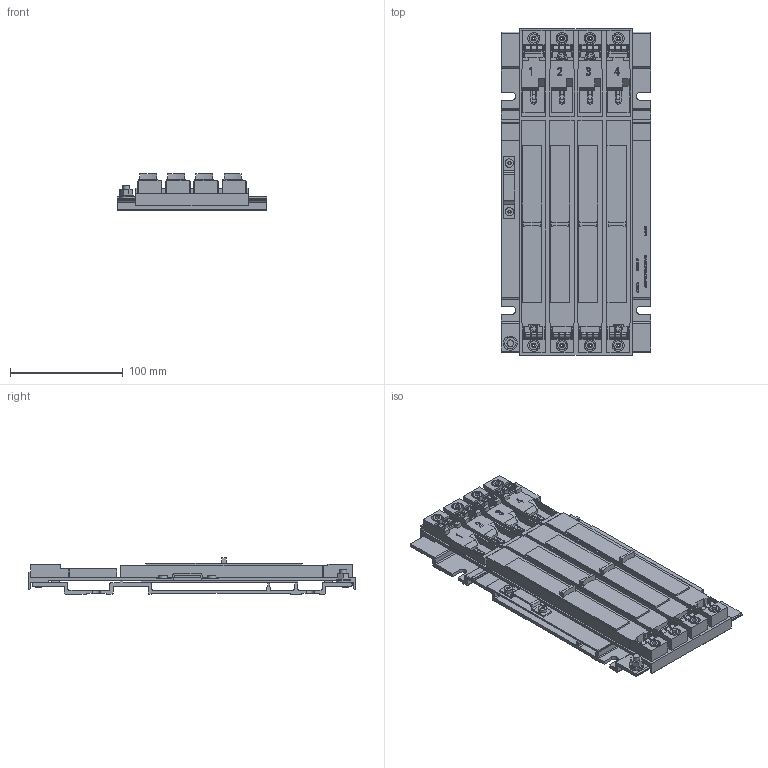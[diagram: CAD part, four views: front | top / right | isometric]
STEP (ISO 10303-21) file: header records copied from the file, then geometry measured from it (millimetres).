
FILE_DESCRIPTION(/* description */ (''),/* implementation_level */ '2;1');
FILE_NAME(/* name */ '6es74011da010aa0_001_3d.stp',/* time_stamp */ '2011-07-25T09:13:04+02:00',/* author */ ('I. Payrits'),/* organization */ ('Siemens AG'),/* preprocessor_version */ 'ST-DEVELOPER v11',/* originating_system */ 'SIEMENS UGS NX 6.0',/* authorisation */ '');
FILE_SCHEMA (('AUTOMOTIVE_DESIGN { 1 0 10303 214 1 1 1 1 }'));
Length unit declared in the file: millimetre
Products named in the file (3): A5E30449725A_001; A5E30449726A_001; A5E30449732A_001
Assembly tree (2 placements, depth 2):
  A5E30449732A_001
    A5E30449726A_001
    A5E30449725A_001
Bounding box: 132.5 x 290 x 32.4 mm (x, y, z)
Volume: 375618.8 mm3; surface area: 272411 mm2
Topology: 85 solids, 85 shells, 1559 faces, 4176 edges, 2801 vertices
Faces by surface type: plane 1140, cylinder 318, extrusion 101
Full cylindrical faces by diameter (mm): 2 x16, 2.7 x6, 3.6 x4, 4.13 x8, 5 x8, 5.05 x8, 5.3 x8, 5.5 x4, 6 x3, 6.4 x2, 7.5 x4, 8 x8, 12.5 x2
Entity records: 54237 total; most frequent: CARTESIAN_POINT 14957, ORIENTED_EDGE 8038, DIRECTION 7464, EDGE_CURVE 4019, VECTOR 3190, LINE 3089, VERTEX_POINT 2734, AXIS2_PLACEMENT_3D 2137
